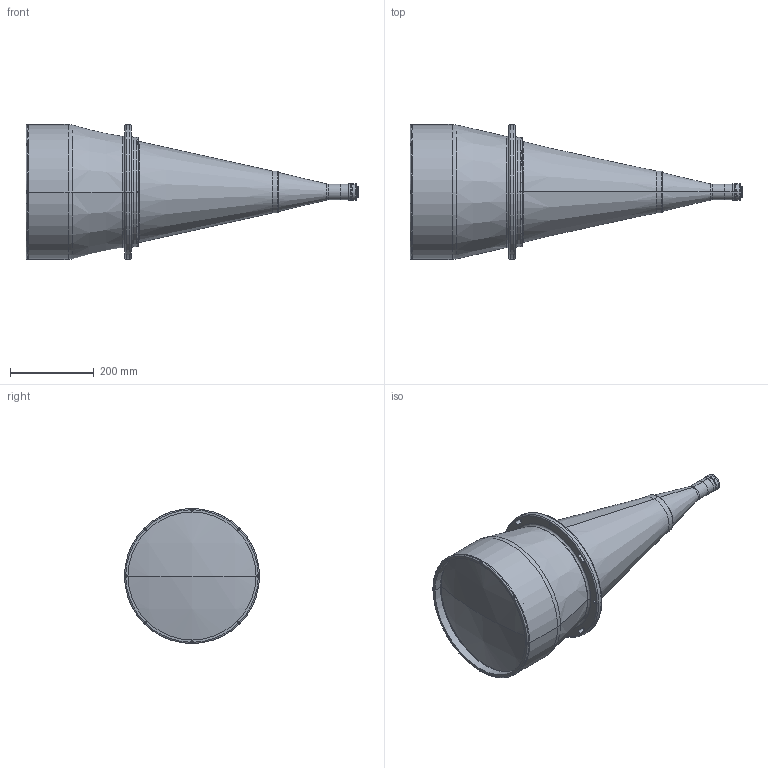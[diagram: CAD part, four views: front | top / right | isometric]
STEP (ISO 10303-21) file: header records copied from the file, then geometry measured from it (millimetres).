
FILE_DESCRIPTION (( 'STEP AP203' ), '1' );
FILE_NAME ('TC1MHR240-C.step', '2018-11-28T08:44:58', ( '' ), ( '' ), 'SwSTEP 2.0', 'SolidWorks 2018', '' );
FILE_SCHEMA (( 'CONFIG_CONTROL_DESIGN' ));
Length unit declared in the file: millimetre
Products named in the file (1): TC1MHR240-C
Bounding box: 791.88 x 322 x 322 mm (x, y, z)
Surface area: 712090.8 mm2 (no closed solid volume)
Topology: 0 solids, 33 shells, 264 faces, 884 edges, 634 vertices
Faces by surface type: cylinder 111, plane 82, torus 49, cone 14, bspline 6, sphere 2
Entity records: 11176 total; most frequent: CARTESIAN_POINT 3197, DIRECTION 1803, ORIENTED_EDGE 1392, EDGE_CURVE 884, AXIS2_PLACEMENT_3D 738, VERTEX_POINT 634, CIRCLE 479, EDGE_LOOP 341
